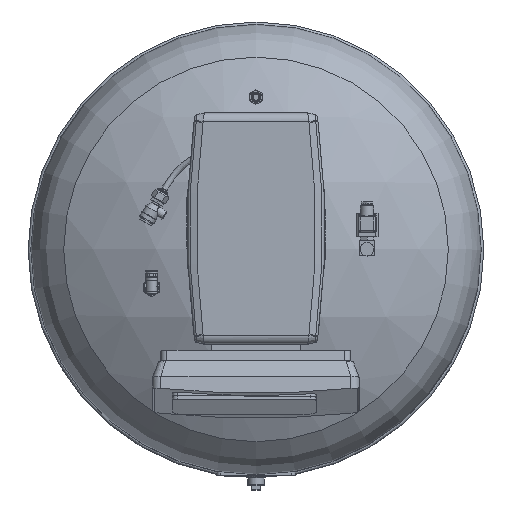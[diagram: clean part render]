
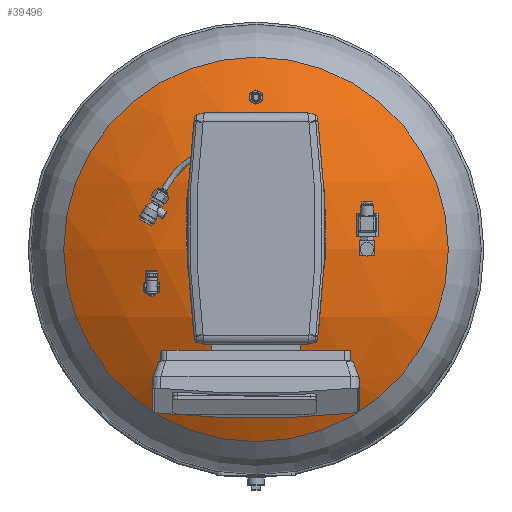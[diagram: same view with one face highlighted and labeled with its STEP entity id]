
A CAD part, top view. The second image highlights one B-rep face of the part: STEP entity #39496.
In plain terms, the highlighted spherical face has radius 594 mm.
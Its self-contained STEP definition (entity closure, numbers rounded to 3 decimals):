
#168=SPHERICAL_SURFACE('',#43210,594.);
#3785=FACE_OUTER_BOUND('',#6479,.T.);
#6479=EDGE_LOOP('',(#34499));
#8450=CIRCLE('',#43211,315.931);
#19150=VERTEX_POINT('',#69845);
#24390=EDGE_CURVE('',#19150,#19150,#8450,.T.);
#34499=ORIENTED_EDGE('',*,*,#24390,.F.);
#39496=ADVANCED_FACE('',(#3785),#168,.T.);
#43210=AXIS2_PLACEMENT_3D('',#69844,#53550,#53551);
#43211=AXIS2_PLACEMENT_3D('',#69846,#53552,#53553);
#53550=DIRECTION('center_axis',(0.,-1.,0.));
#53551=DIRECTION('ref_axis',(-1.,0.,0.));
#53552=DIRECTION('center_axis',(0.,0.,
-1.));
#53553=DIRECTION('ref_axis',(1.,0.,0.));
#69844=CARTESIAN_POINT('Origin',(0.,0.,
623.));
#69845=CARTESIAN_POINT('',(315.931,0.,1126.014));
#69846=CARTESIAN_POINT('Origin',(0.,0.,
1126.014));
